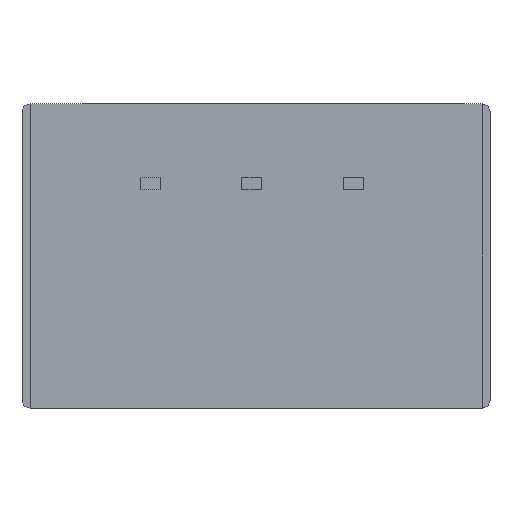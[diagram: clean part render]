
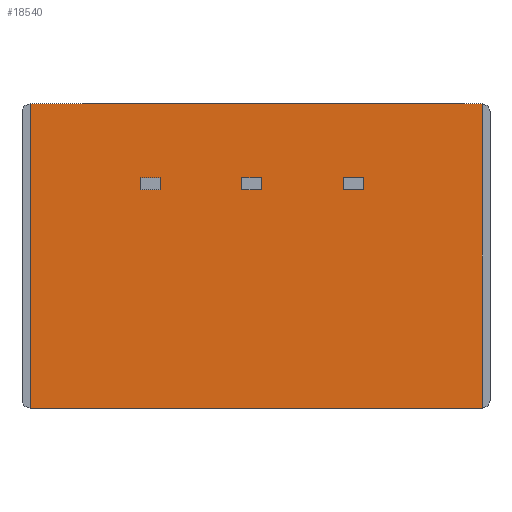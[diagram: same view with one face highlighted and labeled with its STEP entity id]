
A CAD part, front view. The second image highlights one B-rep face of the part: STEP entity #18540.
In plain terms, the highlighted planar face has unit normal (0, -1, 0).
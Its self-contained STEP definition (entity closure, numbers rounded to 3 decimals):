
#94 = VERTEX_POINT ( 'NONE', #5125 ) ;
#244 = CARTESIAN_POINT ( 'NONE',  ( 5.99, 0., -1.849 ) ) ;
#288 = LINE ( 'NONE', #16569, #22593 ) ;
#374 = CARTESIAN_POINT ( 'NONE',  ( 0.2, 0., 0.001 ) ) ;
#557 = CARTESIAN_POINT ( 'NONE',  ( 8.03, 0., -1.849 ) ) ;
#820 = VERTEX_POINT ( 'NONE', #5477 ) ;
#828 = DIRECTION ( 'NONE',  ( 0., 0., 1. ) ) ;
#922 = VECTOR ( 'NONE', #13425, 1000. ) ;
#935 = VERTEX_POINT ( 'NONE', #16626 ) ;
#972 = DIRECTION ( 'NONE',  ( 0., 0., -1. ) ) ;
#1033 = CARTESIAN_POINT ( 'NONE',  ( 0., 0., -2.149 ) ) ;
#1057 = LINE ( 'NONE', #1033, #6772 ) ;
#1064 = CARTESIAN_POINT ( 'NONE',  ( 5.49, 0., -1.849 ) ) ;
#1069 = DIRECTION ( 'NONE',  ( 0., 0., 1. ) ) ;
#1219 = EDGE_CURVE ( 'NONE', #21528, #13718, #26208, .T. ) ;
#1366 = DIRECTION ( 'NONE',  ( -1., 0., 0. ) ) ;
#2043 = ORIENTED_EDGE ( 'NONE', *, *, #10442, .F. ) ;
#2224 = ORIENTED_EDGE ( 'NONE', *, *, #19091, .F. ) ;
#2280 = VECTOR ( 'NONE', #828, 1000. ) ;
#2521 = FACE_BOUND ( 'NONE', #17368, .T. ) ;
#2661 = CARTESIAN_POINT ( 'NONE',  ( 8.03, 0., -2.149 ) ) ;
#2698 = VECTOR ( 'NONE', #23964, 1000. ) ;
#3150 = ORIENTED_EDGE ( 'NONE', *, *, #21341, .F. ) ;
#3193 = FACE_BOUND ( 'NONE', #11179, .T. ) ;
#3530 = CARTESIAN_POINT ( 'NONE',  ( 8.53, 0., -1.849 ) ) ;
#3787 = VECTOR ( 'NONE', #17490, 1000. ) ;
#4213 = EDGE_LOOP ( 'NONE', ( #11651, #5722, #5053, #23535 ) ) ;
#4352 = VECTOR ( 'NONE', #21903, 1000. ) ;
#4599 = EDGE_CURVE ( 'NONE', #13718, #27187, #8670, .T. ) ;
#4625 = LINE ( 'NONE', #11253, #922 ) ;
#4949 = VECTOR ( 'NONE', #11932, 1000. ) ;
#5053 = ORIENTED_EDGE ( 'NONE', *, *, #11017, .F. ) ;
#5125 = CARTESIAN_POINT ( 'NONE',  ( 3.45, 0., -2.149 ) ) ;
#5477 = CARTESIAN_POINT ( 'NONE',  ( 8.53, 0., -1.849 ) ) ;
#5608 = VECTOR ( 'NONE', #22252, 1000. ) ;
#5664 = VERTEX_POINT ( 'NONE', #14661 ) ;
#5722 = ORIENTED_EDGE ( 'NONE', *, *, #25150, .F. ) ;
#6772 = VECTOR ( 'NONE', #14017, 1000. ) ;
#6792 = ORIENTED_EDGE ( 'NONE', *, *, #17302, .F. ) ;
#7298 = VECTOR ( 'NONE', #15698, 1000. ) ;
#7372 = VECTOR ( 'NONE', #972, 1000. ) ;
#7380 = PLANE ( 'NONE',  #22764 ) ;
#7414 = ORIENTED_EDGE ( 'NONE', *, *, #13328, .F. ) ;
#7453 = CARTESIAN_POINT ( 'NONE',  ( 3.45, 0., -1.849 ) ) ;
#7844 = DIRECTION ( 'NONE',  ( 0., 0., -1. ) ) ;
#7988 = LINE ( 'NONE', #557, #7298 ) ;
#7989 = ORIENTED_EDGE ( 'NONE', *, *, #16976, .F. ) ;
#8317 = VECTOR ( 'NONE', #20681, 1000. ) ;
#8407 = LINE ( 'NONE', #21748, #2698 ) ;
#8473 = EDGE_CURVE ( 'NONE', #25613, #14339, #14522, .T. ) ;
#8670 = LINE ( 'NONE', #21759, #2280 ) ;
#9017 = LINE ( 'NONE', #27244, #24862 ) ;
#9092 = VECTOR ( 'NONE', #15789, 1000. ) ;
#9136 = VERTEX_POINT ( 'NONE', #24746 ) ;
#9321 = CARTESIAN_POINT ( 'NONE',  ( 5.99, 0., -2.149 ) ) ;
#9324 = VERTEX_POINT ( 'NONE', #244 ) ;
#9540 = LINE ( 'NONE', #19054, #3787 ) ;
#10096 = LINE ( 'NONE', #1064, #7372 ) ;
#10442 = EDGE_CURVE ( 'NONE', #14339, #820, #9540, .T. ) ;
#10488 = VERTEX_POINT ( 'NONE', #16522 ) ;
#10857 = ORIENTED_EDGE ( 'NONE', *, *, #21795, .F. ) ;
#11017 = EDGE_CURVE ( 'NONE', #27187, #18572, #8407, .T. ) ;
#11147 = EDGE_CURVE ( 'NONE', #13000, #94, #288, .T. ) ;
#11179 = EDGE_LOOP ( 'NONE', ( #7989, #6792, #10857, #2224 ) ) ;
#11253 = CARTESIAN_POINT ( 'NONE',  ( 5.99, 0., -1.849 ) ) ;
#11374 = LINE ( 'NONE', #26567, #4949 ) ;
#11651 = ORIENTED_EDGE ( 'NONE', *, *, #1219, .F. ) ;
#11803 = VERTEX_POINT ( 'NONE', #20938 ) ;
#11932 = DIRECTION ( 'NONE',  ( 0., 0., 1. ) ) ;
#12098 = CARTESIAN_POINT ( 'NONE',  ( 11.7, 0., -7.6 ) ) ;
#12162 = CARTESIAN_POINT ( 'NONE',  ( 8.53, 0., -2.149 ) ) ;
#13000 = VERTEX_POINT ( 'NONE', #17557 ) ;
#13328 = EDGE_CURVE ( 'NONE', #9136, #22522, #27282, .T. ) ;
#13425 = DIRECTION ( 'NONE',  ( -1., 0., 0. ) ) ;
#13718 = VERTEX_POINT ( 'NONE', #26453 ) ;
#13996 = EDGE_CURVE ( 'NONE', #10488, #25613, #7988, .T. ) ;
#14017 = DIRECTION ( 'NONE',  ( 1., 0., 0. ) ) ;
#14043 = DIRECTION ( 'NONE',  ( 0., 1., 0. ) ) ;
#14339 = VERTEX_POINT ( 'NONE', #12162 ) ;
#14515 = DIRECTION ( 'NONE',  ( 1., 0., 0. ) ) ;
#14522 = LINE ( 'NONE', #19533, #19554 ) ;
#14661 = CARTESIAN_POINT ( 'NONE',  ( 5.49, 0., -2.149 ) ) ;
#15033 = ORIENTED_EDGE ( 'NONE', *, *, #11147, .F. ) ;
#15438 = ORIENTED_EDGE ( 'NONE', *, *, #8473, .F. ) ;
#15698 = DIRECTION ( 'NONE',  ( 0., 0., -1. ) ) ;
#15789 = DIRECTION ( 'NONE',  ( 0., 0., -1. ) ) ;
#16522 = CARTESIAN_POINT ( 'NONE',  ( 8.03, 0., -1.849 ) ) ;
#16569 = CARTESIAN_POINT ( 'NONE',  ( 0., 0., -2.149 ) ) ;
#16626 = CARTESIAN_POINT ( 'NONE',  ( 5.49, 0., -1.849 ) ) ;
#16976 = EDGE_CURVE ( 'NONE', #935, #5664, #10096, .T. ) ;
#17201 = EDGE_LOOP ( 'NONE', ( #20648, #26541, #2043, #15438 ) ) ;
#17302 = EDGE_CURVE ( 'NONE', #9324, #935, #4625, .T. ) ;
#17368 = EDGE_LOOP ( 'NONE', ( #3150, #7414, #20633, #15033 ) ) ;
#17490 = DIRECTION ( 'NONE',  ( 0., 0., 1. ) ) ;
#17557 = CARTESIAN_POINT ( 'NONE',  ( 2.95, 0., -2.149 ) ) ;
#18540 = ADVANCED_FACE ( 'NONE', ( #19026, #3193, #2521, #19717 ), #7380, .F. ) ;
#18572 = VERTEX_POINT ( 'NONE', #22691 ) ;
#18749 = CARTESIAN_POINT ( 'NONE',  ( 2.95, 0., -1.849 ) ) ;
#19026 = FACE_BOUND ( 'NONE', #17201, .T. ) ;
#19054 = CARTESIAN_POINT ( 'NONE',  ( 8.53, 0., -2.149 ) ) ;
#19091 = EDGE_CURVE ( 'NONE', #5664, #11803, #1057, .T. ) ;
#19533 = CARTESIAN_POINT ( 'NONE',  ( 0., 0., -2.149 ) ) ;
#19554 = VECTOR ( 'NONE', #22937, 1000. ) ;
#19717 = FACE_OUTER_BOUND ( 'NONE', #4213, .T. ) ;
#20560 = LINE ( 'NONE', #24347, #9092 ) ;
#20633 = ORIENTED_EDGE ( 'NONE', *, *, #21802, .F. ) ;
#20648 = ORIENTED_EDGE ( 'NONE', *, *, #13996, .F. ) ;
#20681 = DIRECTION ( 'NONE',  ( -1., 0., 0. ) ) ;
#20938 = CARTESIAN_POINT ( 'NONE',  ( 5.99, 0., -2.149 ) ) ;
#21341 = EDGE_CURVE ( 'NONE', #22522, #13000, #20560, .T. ) ;
#21528 = VERTEX_POINT ( 'NONE', #27520 ) ;
#21748 = CARTESIAN_POINT ( 'NONE',  ( 0., 0., 0.001 ) ) ;
#21759 = CARTESIAN_POINT ( 'NONE',  ( 0.2, 0., 0. ) ) ;
#21795 = EDGE_CURVE ( 'NONE', #11803, #9324, #27847, .T. ) ;
#21802 = EDGE_CURVE ( 'NONE', #94, #9136, #11374, .T. ) ;
#21903 = DIRECTION ( 'NONE',  ( -1., 0., 0. ) ) ;
#22252 = DIRECTION ( 'NONE',  ( 0., 0., 1. ) ) ;
#22522 = VERTEX_POINT ( 'NONE', #18749 ) ;
#22593 = VECTOR ( 'NONE', #14515, 1000. ) ;
#22691 = CARTESIAN_POINT ( 'NONE',  ( 11.5, 0., 0.001 ) ) ;
#22764 = AXIS2_PLACEMENT_3D ( 'NONE', #26901, #14043, #1069 ) ;
#22937 = DIRECTION ( 'NONE',  ( 1., 0., 0. ) ) ;
#23535 = ORIENTED_EDGE ( 'NONE', *, *, #4599, .F. ) ;
#23964 = DIRECTION ( 'NONE',  ( 1., 0., 0. ) ) ;
#24347 = CARTESIAN_POINT ( 'NONE',  ( 2.95, 0., -1.849 ) ) ;
#24746 = CARTESIAN_POINT ( 'NONE',  ( 3.45, 0., -1.849 ) ) ;
#24862 = VECTOR ( 'NONE', #7844, 1000. ) ;
#25150 = EDGE_CURVE ( 'NONE', #18572, #21528, #9017, .T. ) ;
#25613 = VERTEX_POINT ( 'NONE', #2661 ) ;
#26176 = EDGE_CURVE ( 'NONE', #820, #10488, #27729, .T. ) ;
#26208 = LINE ( 'NONE', #12098, #8317 ) ;
#26453 = CARTESIAN_POINT ( 'NONE',  ( 0.2, 0., -7.6 ) ) ;
#26541 = ORIENTED_EDGE ( 'NONE', *, *, #26176, .F. ) ;
#26567 = CARTESIAN_POINT ( 'NONE',  ( 3.45, 0., -2.149 ) ) ;
#26901 = CARTESIAN_POINT ( 'NONE',  ( 0., 0., 0. ) ) ;
#27058 = VECTOR ( 'NONE', #1366, 1000. ) ;
#27187 = VERTEX_POINT ( 'NONE', #374 ) ;
#27244 = CARTESIAN_POINT ( 'NONE',  ( 11.5, 0., 0. ) ) ;
#27282 = LINE ( 'NONE', #7453, #4352 ) ;
#27520 = CARTESIAN_POINT ( 'NONE',  ( 11.5, 0., -7.6 ) ) ;
#27729 = LINE ( 'NONE', #3530, #27058 ) ;
#27847 = LINE ( 'NONE', #9321, #5608 ) ;
